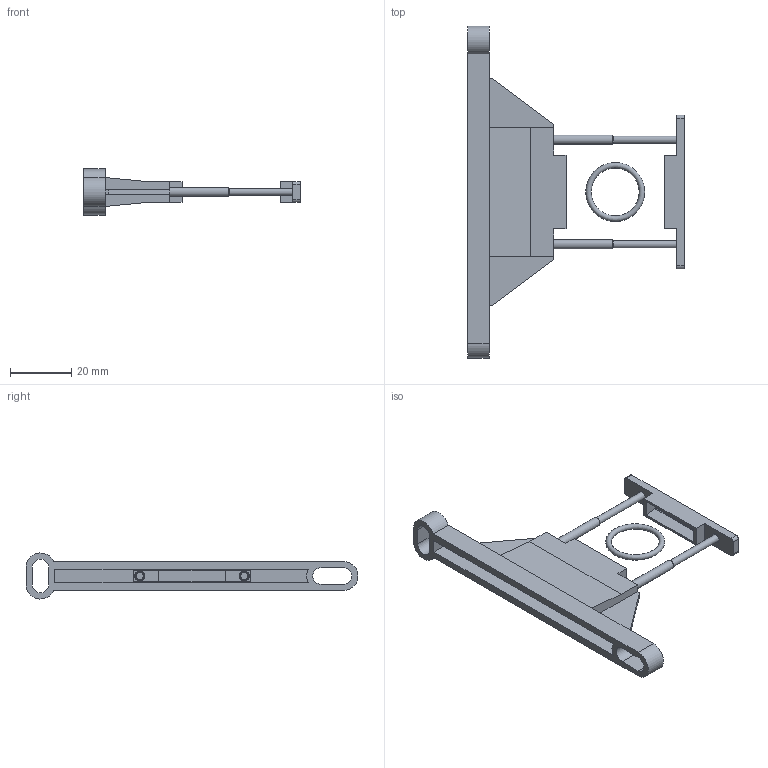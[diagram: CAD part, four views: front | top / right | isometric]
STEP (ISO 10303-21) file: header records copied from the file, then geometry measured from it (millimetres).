
FILE_DESCRIPTION(/* description */ ('STEP AP214'),/* implementation_level */ '2;1');
FILE_NAME(/* name */ '035763',/* time_stamp */ '2023-03-24T11:56:54+01:00',/* author */ ('License CC BY-ND 4.0'),/* organization */ ('CADENAS'),/* preprocessor_version */ 'ST-DEVELOPER v19.3',/* originating_system */ 'PARTsolutions',/* authorisation */ ' ');
FILE_SCHEMA (('AUTOMOTIVE_DESIGN {1 0 10303 214 3 1 1}'));
Length unit declared in the file: millimetre
Products named in the file (5): 035763; KKOP.0_o-ring; KKOP.0_screw; KKOP.0_part1; WK 100-1
Assembly tree (5 placements, depth 2):
  035763
    KKOP.0_o-ring
    KKOP.0_screw  x2
    KKOP.0_part1
    WK 100-1
Bounding box: 70.5 x 108 x 14.99 mm (x, y, z)
Volume: 10946.6 mm3; surface area: 12417.4 mm2
Topology: 5 solids, 5 shells, 127 faces, 322 edges, 209 vertices
Faces by surface type: plane 94, cylinder 24, cone 8, torus 1
Full cylindrical faces by diameter (mm): 2.387 x2, 3 x2, 3.2 x2, 3.3 x2, 5.5 x2
Entity records: 3275 total; most frequent: CARTESIAN_POINT 549, DIRECTION 528, ORIENTED_EDGE 518, EDGE_CURVE 259, LINE 214, VECTOR 214, VERTEX_POINT 178, AXIS2_PLACEMENT_3D 157
